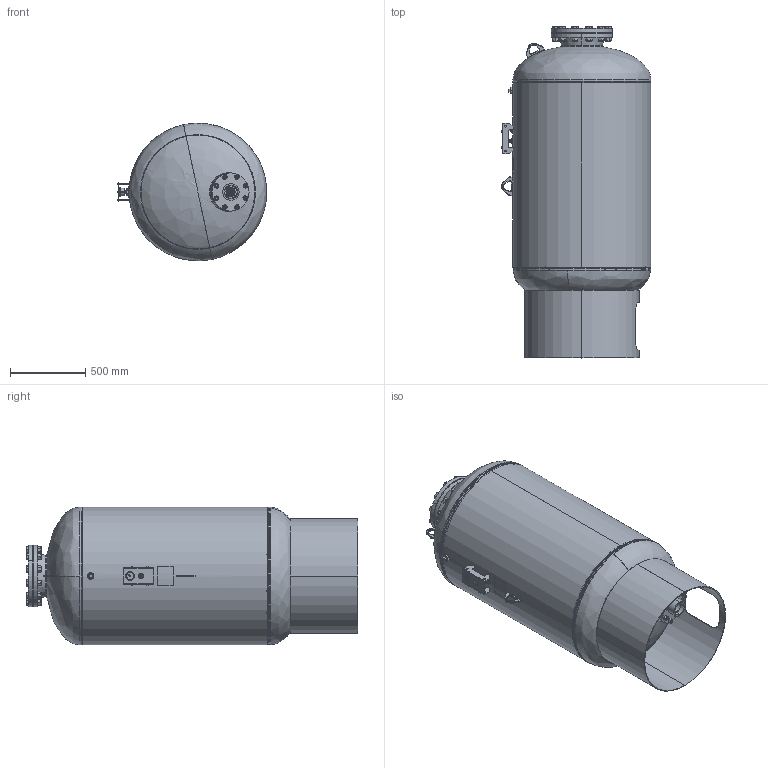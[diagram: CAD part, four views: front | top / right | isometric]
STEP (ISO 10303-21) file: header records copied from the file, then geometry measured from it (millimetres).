
FILE_DESCRIPTION (( 'STEP AP203' ), '1' );
FILE_NAME ('TXA-1000.STEP', '2021-03-11T15:54:13', ( '' ), ( '' ), 'SwSTEP 2.0', 'SolidWorks 2021', '' );
FILE_SCHEMA (( 'CONFIG_CONTROL_DESIGN' ));
Length unit declared in the file: inch
Products named in the file (30): 9500010; 9461780; 99K0776; 9800635_9800635; 9800614_9800614; Garlock F.F. Gaskets 150# .0625 tk_9471010; 9400050; 9800401_9800400; 9600830_36" VERT; 9800537; 9500050; PLUGS_9500150; BLIND FLANGES ASME B16.5_10 150# SA-105; 99B0727; 07200310_5081T17; 9800541_HHBOLT 0.6250-11x1.75x1.75-N; 9400066; 9400542; 9500000; 9500030; 9800479; 9800620_HHNUT 0.6250-11-D-N; 9400510; TXA-1000; 9200210; 9400595; 99K0777; 9800460_03-34; Couplings_9503080
Assembly tree (71 placements, depth 2):
  TXA-1000
    99B0727
    9200210
    9200210
    9500000
    9500010
    9500030
    9500050
    Couplings_9503080
    9800460_03-34
    07200310_5081T17
    9800401_9800400
    PLUGS_9500150
    9800479
    9461780
    BLIND FLANGES ASME B16.5_10 150# SA-105
    9400066
    9400050
    9800541_HHBOLT 0.6250-11x1.75x1.75-N  x2
    9800537  x8
    9800614_9800614  x12
    9800620_HHNUT 0.6250-11-D-N  x10
    9800635_9800635  x12
    Garlock F.F. Gaskets 150# .0625 tk_9471010
    9400542  x2
    9400595  x2
    9400510
    99K0776  x2
    99K0777
    9600830_36" VERT
Bounding box: 992.68 x 2202.35 x 914.55 mm (x, y, z)
Volume: 40956144.3 mm3; surface area: 14427011.5 mm2
Topology: 74 solids, 74 shells, 1933 faces, 4428 edges, 2655 vertices
Faces by surface type: cone 682, cylinder 600, plane 547, torus 74, bspline 26, sphere 4
Entity records: 49551 total; most frequent: CARTESIAN_POINT 21327, DIRECTION 5124, ORIENTED_EDGE 4816, EDGE_CURVE 2408, AXIS2_PLACEMENT_3D 2067, VERTEX_POINT 1487, EDGE_LOOP 1243, CIRCLE 1014
